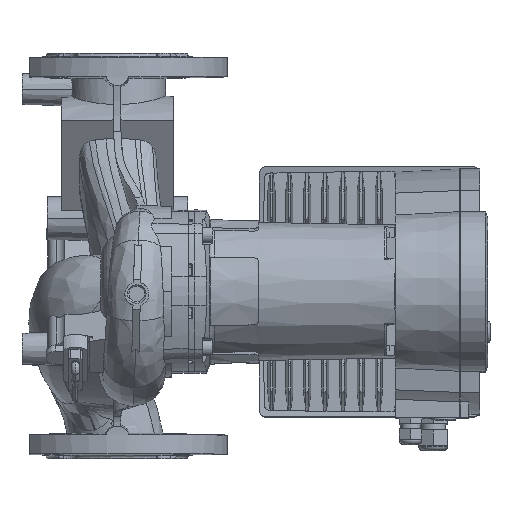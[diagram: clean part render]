
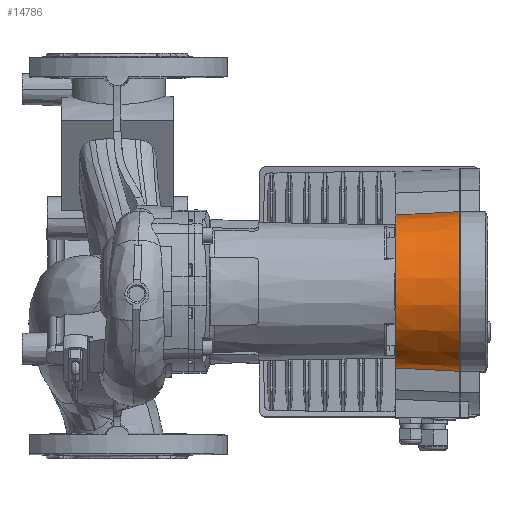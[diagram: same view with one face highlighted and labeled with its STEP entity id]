
A CAD part, top view. The second image highlights one B-rep face of the part: STEP entity #14786.
In plain terms, the highlighted conical face has half-angle 3 degrees and reference radius 67 mm.
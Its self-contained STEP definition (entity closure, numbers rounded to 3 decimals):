
#14786 = ADVANCED_FACE ( 'NONE', ( #67074 ), #23350, .T. ) ;
#21965 = ORIENTED_EDGE ( 'NONE', *, *, #177085, .F. ) ;
#21967 = ORIENTED_EDGE ( 'NONE', *, *, #177581, .F. ) ;
#21969 = ORIENTED_EDGE ( 'NONE', *, *, #177525, .T. ) ;
#21971 = ORIENTED_EDGE ( 'NONE', *, *, #177251, .T. ) ;
#21973 = ORIENTED_EDGE ( 'NONE', *, *, #177237, .T. ) ;
#21975 = ORIENTED_EDGE ( 'NONE', *, *, #177230, .F. ) ;
#23350 = CONICAL_SURFACE ( 'NONE', #23381, 67., 0.052 ) ;
#23381 = AXIS2_PLACEMENT_3D ( 'NONE', #67121, #67124, #67157 ) ;
#28635 = EDGE_LOOP ( 'NONE', ( #21975, #21973, #21971, #21969, #21967, #21965 ) ) ;
#46473 = VERTEX_POINT ( 'NONE', #132281 ) ;
#46506 = VERTEX_POINT ( 'NONE', #132307 ) ;
#46514 = VERTEX_POINT ( 'NONE', #132313 ) ;
#46520 = VERTEX_POINT ( 'NONE', #132317 ) ;
#46526 = VERTEX_POINT ( 'NONE', #132321 ) ;
#46528 = VERTEX_POINT ( 'NONE', #132323 ) ;
#51023 = B_SPLINE_CURVE_WITH_KNOTS ( 'NONE', 3,
 ( #133933, #133917, #133954, #133959 ),
 .UNSPECIFIED., .F., .F.,
 ( 4, 4 ),
 ( 0.006, 0.054 ),
 .UNSPECIFIED. ) ;
#51040 = B_SPLINE_CURVE_WITH_KNOTS ( 'NONE', 3,
 ( #136844, #136851, #136868, #136872 ),
 .UNSPECIFIED., .F., .F.,
 ( 4, 4 ),
 ( 0.006, 0.054 ),
 .UNSPECIFIED. ) ;
#67074 = FACE_OUTER_BOUND ( 'NONE', #28635, .T. ) ;
#67121 = CARTESIAN_POINT ( 'NONE',  ( 264.5, 0., 0. ) ) ;
#67124 = DIRECTION ( 'NONE',  ( 1., 0., 0. ) ) ;
#67157 = DIRECTION ( 'NONE',  ( 0., -1., 0. ) ) ;
#132281 = CARTESIAN_POINT ( 'NONE',  ( 210.5, -64.17, 0. ) ) ;
#132307 = CARTESIAN_POINT ( 'NONE',  ( 210.5, 64.17, 0. ) ) ;
#132313 = CARTESIAN_POINT ( 'NONE',  ( 264.5, 66.966, 2.126 ) ) ;
#132317 = CARTESIAN_POINT ( 'NONE',  ( 216.298, 64.474, 0. ) ) ;
#132321 = CARTESIAN_POINT ( 'NONE',  ( 216.298, -64.474, 0. ) ) ;
#132323 = CARTESIAN_POINT ( 'NONE',  ( 264.5, -66.966, 2.126 ) ) ;
#133917 = CARTESIAN_POINT ( 'NONE',  ( 232.365, 65.316, 0.707 ) ) ;
#133933 = CARTESIAN_POINT ( 'NONE',  ( 216.298, 64.474, 0. ) ) ;
#133954 = CARTESIAN_POINT ( 'NONE',  ( 248.432, 66.146, 1.415 ) ) ;
#133959 = CARTESIAN_POINT ( 'NONE',  ( 264.5, 66.966, 2.126 ) ) ;
#134922 = CARTESIAN_POINT ( 'NONE',  ( 264.5, 67., 0. ) ) ;
#134924 = LINE ( 'NONE', #134922, #209034 ) ;
#134969 = DIRECTION ( 'NONE',  ( 0.999, 0.052, 0. ) ) ;
#135010 = CARTESIAN_POINT ( 'NONE',  ( 210.5, 0., 0. ) ) ;
#135014 = DIRECTION ( 'NONE',  ( 1., 0., 0. ) ) ;
#135019 = DIRECTION ( 'NONE',  ( 0., -1., 0. ) ) ;
#135193 = LINE ( 'NONE', #135201, #208998 ) ;
#135201 = CARTESIAN_POINT ( 'NONE',  ( 264.5, -67., 0. ) ) ;
#135206 = DIRECTION ( 'NONE',  ( 0.999, -0.052, 0. ) ) ;
#136844 = CARTESIAN_POINT ( 'NONE',  ( 216.298, -64.474, 0. ) ) ;
#136851 = CARTESIAN_POINT ( 'NONE',  ( 232.365, -65.316, 0.707 ) ) ;
#136868 = CARTESIAN_POINT ( 'NONE',  ( 248.432, -66.146, 1.415 ) ) ;
#136872 = CARTESIAN_POINT ( 'NONE',  ( 264.5, -66.966, 2.126 ) ) ;
#137152 = CARTESIAN_POINT ( 'NONE',  ( 264.5, 0., 0. ) ) ;
#137157 = DIRECTION ( 'NONE',  ( 1., 0., 0. ) ) ;
#137162 = DIRECTION ( 'NONE',  ( 0., -1., 0. ) ) ;
#177085 = EDGE_CURVE ( 'NONE', #46520, #46514, #51023, .T. ) ;
#177230 = EDGE_CURVE ( 'NONE', #46506, #46520, #134924, .T. ) ;
#177237 = EDGE_CURVE ( 'NONE', #46506, #46473, #209038, .T. ) ;
#177251 = EDGE_CURVE ( 'NONE', #46473, #46526, #135193, .T. ) ;
#177525 = EDGE_CURVE ( 'NONE', #46526, #46528, #51040, .T. ) ;
#177581 = EDGE_CURVE ( 'NONE', #46514, #46528, #209362, .T. ) ;
#208998 = VECTOR ( 'NONE', #135206, 1000. ) ;
#209011 = AXIS2_PLACEMENT_3D ( 'NONE', #135010, #135014, #135019 ) ;
#209034 = VECTOR ( 'NONE', #134969, 1000. ) ;
#209038 = CIRCLE ( 'NONE', #209011, 64.17 ) ;
#209362 = CIRCLE ( 'NONE', #210388, 67. ) ;
#210388 = AXIS2_PLACEMENT_3D ( 'NONE', #137152, #137157, #137162 ) ;
